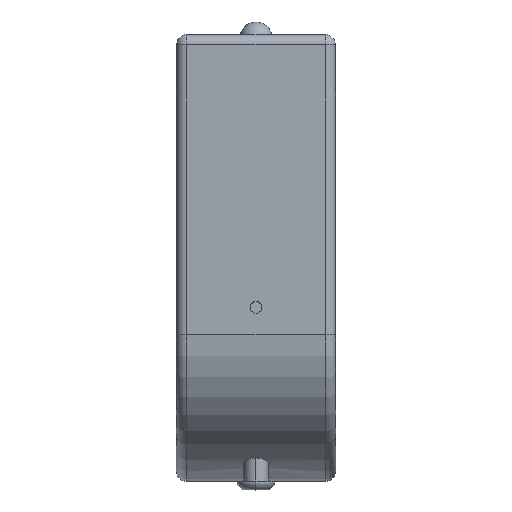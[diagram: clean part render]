
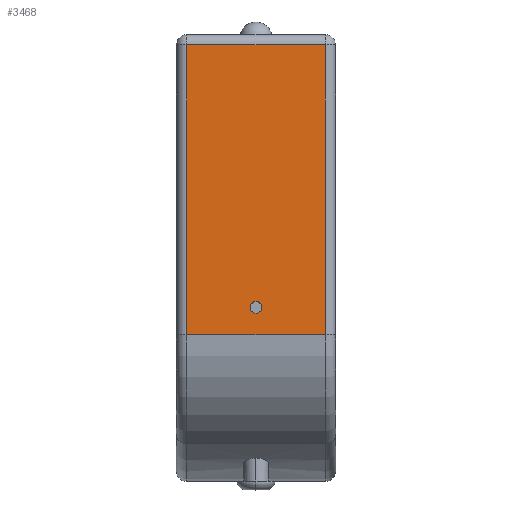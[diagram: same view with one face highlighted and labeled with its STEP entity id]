
A CAD part, top view. The second image highlights one B-rep face of the part: STEP entity #3468.
In plain terms, the highlighted planar face has unit normal (0, 0, 1).
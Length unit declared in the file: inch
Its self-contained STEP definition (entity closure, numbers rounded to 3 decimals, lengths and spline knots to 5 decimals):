
#151 = LINE ( 'NONE', #1674, #4302 ) ;
#184 = CIRCLE ( 'NONE', #1993, 0.023 ) ;
#434 = VERTEX_POINT ( 'NONE', #1389 ) ;
#676 = ORIENTED_EDGE ( 'NONE', *, *, #1139, .F. ) ;
#808 = CARTESIAN_POINT ( 'NONE',  ( 0.04, 0.57292, 0. ) ) ;
#1044 = EDGE_CURVE ( 'NONE', #4161, #1549, #4279, .T. ) ;
#1103 = EDGE_CURVE ( 'NONE', #434, #4161, #2651, .T. ) ;
#1139 = EDGE_CURVE ( 'NONE', #1200, #2119, #184, .T. ) ;
#1152 = CIRCLE ( 'NONE', #1977, 0.023 ) ;
#1169 = EDGE_CURVE ( 'NONE', #4885, #434, #3329, .T. ) ;
#1200 = VERTEX_POINT ( 'NONE', #1905 ) ;
#1279 = EDGE_CURVE ( 'NONE', #4885, #1549, #151, .T. ) ;
#1371 = ORIENTED_EDGE ( 'NONE', *, *, #1169, .T. ) ;
#1389 = CARTESIAN_POINT ( 'NONE',  ( 0.584, 1.71, 0. ) ) ;
#1502 = ORIENTED_EDGE ( 'NONE', *, *, #1103, .T. ) ;
#1510 = ORIENTED_EDGE ( 'NONE', *, *, #1279, .F. ) ;
#1541 = CARTESIAN_POINT ( 'NONE',  ( 0.584, 0.57292, 0. ) ) ;
#1549 = VERTEX_POINT ( 'NONE', #808 ) ;
#1567 = CARTESIAN_POINT ( 'NONE',  ( 0.312, 0.68, 0. ) ) ;
#1652 = DIRECTION ( 'NONE',  ( -1., 0., 0. ) ) ;
#1674 = CARTESIAN_POINT ( 'NONE',  ( 0.624, 0.57292, 0. ) ) ;
#1685 = DIRECTION ( 'NONE',  ( -1., 0., 0. ) ) ;
#1731 = ORIENTED_EDGE ( 'NONE', *, *, #4286, .F. ) ;
#1905 = CARTESIAN_POINT ( 'NONE',  ( 0.335, 0.68, 0. ) ) ;
#1966 = DIRECTION ( 'NONE',  ( 1., 0., 0. ) ) ;
#1977 = AXIS2_PLACEMENT_3D ( 'NONE', #1567, #4310, #1966 ) ;
#1993 = AXIS2_PLACEMENT_3D ( 'NONE', #2008, #2003, #1998 ) ;
#1997 = DIRECTION ( 'NONE',  ( 0., 1., 0. ) ) ;
#1998 = DIRECTION ( 'NONE',  ( 1., 0., 0. ) ) ;
#2003 = DIRECTION ( 'NONE',  ( 0., 0., 1. ) ) ;
#2008 = CARTESIAN_POINT ( 'NONE',  ( 0.312, 0.68, 0. ) ) ;
#2014 = CARTESIAN_POINT ( 'NONE',  ( 0.584, 0.57292, 0. ) ) ;
#2119 = VERTEX_POINT ( 'NONE', #2489 ) ;
#2125 = DIRECTION ( 'NONE',  ( -1., 0., 0. ) ) ;
#2143 = CARTESIAN_POINT ( 'NONE',  ( 0.624, 1.71, 0. ) ) ;
#2270 = VECTOR ( 'NONE', #1997, 39.37008 ) ;
#2389 = VECTOR ( 'NONE', #2125, 39.37008 ) ;
#2459 = DIRECTION ( 'NONE',  ( 0., -1., 0. ) ) ;
#2489 = CARTESIAN_POINT ( 'NONE',  ( 0.289, 0.68, 0. ) ) ;
#2560 = CARTESIAN_POINT ( 'NONE',  ( 0.04, 0.57292, 0. ) ) ;
#2651 = LINE ( 'NONE', #2143, #2389 ) ;
#2883 = CARTESIAN_POINT ( 'NONE',  ( 0.624, 0.57292, 0. ) ) ;
#3150 = EDGE_LOOP ( 'NONE', ( #1502, #4986, #1510, #1371 ) ) ;
#3329 = LINE ( 'NONE', #2014, #2270 ) ;
#3468 = ADVANCED_FACE ( 'NONE', ( #4825, #3656 ), #3679, .F. ) ;
#3656 = FACE_OUTER_BOUND ( 'NONE', #3150, .T. ) ;
#3679 = PLANE ( 'NONE',  #3864 ) ;
#3864 = AXIS2_PLACEMENT_3D ( 'NONE', #2883, #4069, #1685 ) ;
#4069 = DIRECTION ( 'NONE',  ( 0., 0., -1. ) ) ;
#4161 = VERTEX_POINT ( 'NONE', #4210 ) ;
#4185 = EDGE_LOOP ( 'NONE', ( #676, #1731 ) ) ;
#4210 = CARTESIAN_POINT ( 'NONE',  ( 0.04, 1.71, 0. ) ) ;
#4279 = LINE ( 'NONE', #2560, #5066 ) ;
#4286 = EDGE_CURVE ( 'NONE', #2119, #1200, #1152, .T. ) ;
#4302 = VECTOR ( 'NONE', #1652, 39.37008 ) ;
#4310 = DIRECTION ( 'NONE',  ( 0., 0., 1. ) ) ;
#4825 = FACE_BOUND ( 'NONE', #4185, .T. ) ;
#4885 = VERTEX_POINT ( 'NONE', #1541 ) ;
#4986 = ORIENTED_EDGE ( 'NONE', *, *, #1044, .T. ) ;
#5066 = VECTOR ( 'NONE', #2459, 39.37008 ) ;
